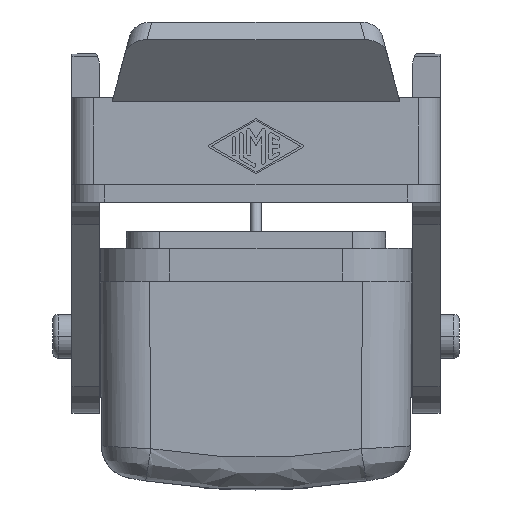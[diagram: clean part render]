
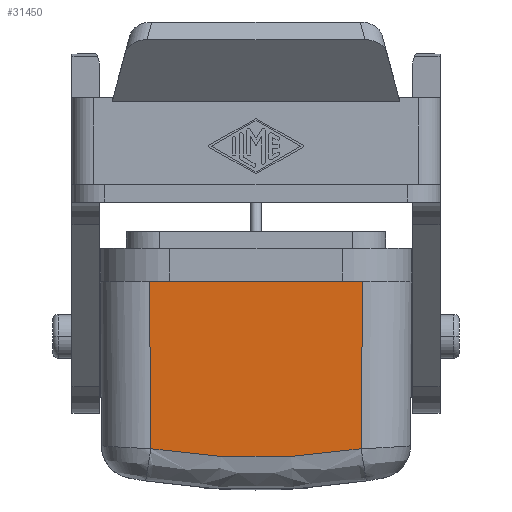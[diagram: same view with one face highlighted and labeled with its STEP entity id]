
A CAD part, left-side view. The second image highlights one B-rep face of the part: STEP entity #31450.
In plain terms, the highlighted face is planar.
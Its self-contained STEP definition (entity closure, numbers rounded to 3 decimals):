
#1550=CARTESIAN_POINT('',(-23.7,9.7,22.3));
#1560=VERTEX_POINT('',#1550);
#1590=CARTESIAN_POINT('',(-23.7,14.2,22.3));
#1600=DIRECTION('',(0.,-1.,0.));
#1610=VECTOR('',#1600,1.);
#1620=LINE('',#1590,#1610);
#1630=CARTESIAN_POINT('',(-23.7,-9.7,22.3));
#1640=VERTEX_POINT('',#1630);
#1650=EDGE_CURVE('',#1560,#1640,#1620,.T.);
#31080=CARTESIAN_POINT('',(-23.7,12.975,22.3));
#31090=DIRECTION('',(1.,0.,
-0.009));
#31100=DIRECTION('',(-0.009,0.,
-1.));
#31110=AXIS2_PLACEMENT_3D('',#31080,#31090,#31100);
#31120=PLANE('',#31110);
#31130=CARTESIAN_POINT('',(-23.7,-9.7,
22.339));
#31140=DIRECTION('',(-0.009,-0.009,
-1.));
#31150=VECTOR('',#31140,1.);
#31160=LINE('',#31130,#31150);
#31170=CARTESIAN_POINT('',(-23.567,-9.567,
37.545));
#31180=VERTEX_POINT('',#31170);
#31190=EDGE_CURVE('',#31180,#1640,#31160,.T.);
#31200=ORIENTED_EDGE('',*,*,#31190,.F.);
#31210=ORIENTED_EDGE('',*,*,#1650,.T.);
#31220=CARTESIAN_POINT('',(-23.7,9.7,
22.339));
#31230=DIRECTION('',(0.009,-0.009,
1.));
#31240=VECTOR('',#31230,1.);
#31250=LINE('',#31220,#31240);
#31260=CARTESIAN_POINT('',(-23.567,9.567,
37.545));
#31270=VERTEX_POINT('',#31260);
#31280=EDGE_CURVE('',#1560,#31270,#31250,.T.);
#31290=ORIENTED_EDGE('',*,*,#31280,.F.);
#31300=CARTESIAN_POINT('',(-23.567,9.567,
37.545));
#31310=CARTESIAN_POINT('',(-23.567,9.432,
37.568));
#31320=CARTESIAN_POINT('',(-23.567,9.296,
37.589));
#31330=CARTESIAN_POINT('',(-23.562,6.133,
38.087));
#31340=CARTESIAN_POINT('',(-23.56,3.07,
38.326));
#31350=CARTESIAN_POINT('',(-23.56,-3.07,
38.326));
#31360=CARTESIAN_POINT('',(-23.562,-6.133,
38.087));
#31370=CARTESIAN_POINT('',(-23.567,-9.296,
37.589));
#31380=CARTESIAN_POINT('',(-23.567,-9.432,
37.568));
#31390=CARTESIAN_POINT('',(-23.567,-9.567,
37.545));
#31400=B_SPLINE_CURVE_WITH_KNOTS('',3,(#31300,#31310,#31320,#31330,
#31340,#31350,#31360,#31370,#31380,#31390),.UNSPECIFIED.,.F.,.F.,(4,2,2,
2,4),(0.,0.423,9.855,19.288,
19.71),.UNSPECIFIED.);
#31410=EDGE_CURVE('',#31270,#31180,#31400,.T.);
#31420=ORIENTED_EDGE('',*,*,#31410,.F.);
#31430=EDGE_LOOP('',(#31420,#31290,#31210,#31200));
#31440=FACE_OUTER_BOUND('',#31430,.T.);
#31450=ADVANCED_FACE('',(#31440),#31120,.F.);
